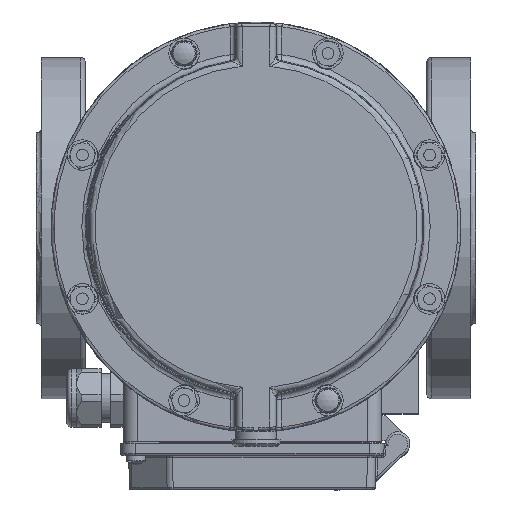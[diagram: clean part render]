
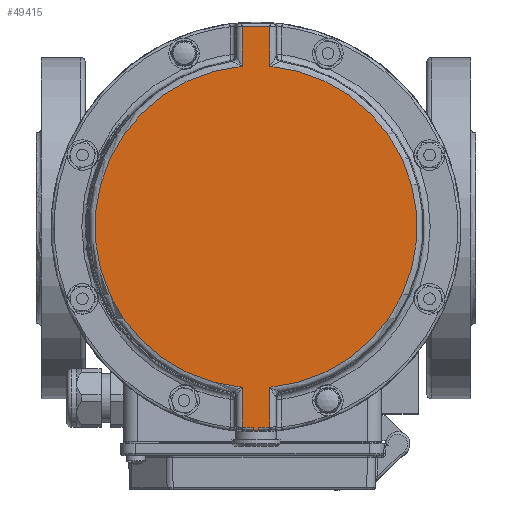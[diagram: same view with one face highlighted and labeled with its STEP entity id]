
A CAD part, top view. The second image highlights one B-rep face of the part: STEP entity #49415.
In plain terms, the highlighted planar face has unit normal (0, 0, 1).
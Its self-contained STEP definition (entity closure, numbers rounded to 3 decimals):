
#3134=CIRCLE('',#54030,82.297);
#3144=CIRCLE('',#54041,82.297);
#3146=CIRCLE('',#54044,83.497);
#3148=CIRCLE('',#54047,82.297);
#3159=CIRCLE('',#54074,66.02);
#3160=CIRCLE('',#54075,0.3);
#3161=CIRCLE('',#54076,0.3);
#3162=CIRCLE('',#54077,66.02);
#4962=PLANE('',#54073);
#8783=FACE_OUTER_BOUND('',#12042,.T.);
#12042=EDGE_LOOP('',(#44379,#44380,#44381,#44382,#44383,#44384,#44385,#44386,
#44387,#44388,#44389,#44390,#44391,#44392));
#15271=LINE('',#108827,#18242);
#15272=LINE('',#108852,#18243);
#15273=LINE('',#108855,#18244);
#15274=LINE('',#108857,#18245);
#15275=LINE('',#108861,#18246);
#15276=LINE('',#108863,#18247);
#18242=VECTOR('',#66204,16.326);
#18243=VECTOR('',#66207,16.326);
#18244=VECTOR('',#66210,16.326);
#18245=VECTOR('',#66211,0.903);
#18246=VECTOR('',#66216,0.903);
#18247=VECTOR('',#66217,16.326);
#23753=VERTEX_POINT('',#107359);
#23755=VERTEX_POINT('',#107401);
#23769=VERTEX_POINT('',#107796);
#23772=VERTEX_POINT('',#107839);
#23775=VERTEX_POINT('',#107870);
#23776=VERTEX_POINT('',#107873);
#23778=VERTEX_POINT('',#107912);
#23779=VERTEX_POINT('',#107914);
#23829=VERTEX_POINT('',#108826);
#23830=VERTEX_POINT('',#108851);
#23831=VERTEX_POINT('',#108853);
#23832=VERTEX_POINT('',#108856);
#23833=VERTEX_POINT('',#108859);
#23834=VERTEX_POINT('',#108862);
#30724=EDGE_CURVE('',#23755,#23753,#3134,.T.);
#30747=EDGE_CURVE('',#23772,#23769,#3144,.T.);
#30751=EDGE_CURVE('',#23775,#23776,#3146,.T.);
#30754=EDGE_CURVE('',#23779,#23778,#3148,.T.);
#30831=EDGE_CURVE('',#23753,#23829,#15271,.T.);
#30833=EDGE_CURVE('',#23830,#23755,#15272,.T.);
#30834=EDGE_CURVE('',#23829,#23831,#3159,.T.);
#30835=EDGE_CURVE('',#23831,#23779,#15273,.T.);
#30836=EDGE_CURVE('',#23778,#23832,#15274,.T.);
#30837=EDGE_CURVE('',#23832,#23775,#3160,.T.);
#30838=EDGE_CURVE('',#23776,#23833,#3161,.T.);
#30839=EDGE_CURVE('',#23833,#23772,#15275,.T.);
#30840=EDGE_CURVE('',#23769,#23834,#15276,.T.);
#30841=EDGE_CURVE('',#23834,#23830,#3162,.T.);
#44379=ORIENTED_EDGE('',*,*,#30833,.T.);
#44380=ORIENTED_EDGE('',*,*,#30724,.T.);
#44381=ORIENTED_EDGE('',*,*,#30831,.T.);
#44382=ORIENTED_EDGE('',*,*,#30834,.T.);
#44383=ORIENTED_EDGE('',*,*,#30835,.T.);
#44384=ORIENTED_EDGE('',*,*,#30754,.T.);
#44385=ORIENTED_EDGE('',*,*,#30836,.T.);
#44386=ORIENTED_EDGE('',*,*,#30837,.T.);
#44387=ORIENTED_EDGE('',*,*,#30751,.T.);
#44388=ORIENTED_EDGE('',*,*,#30838,.T.);
#44389=ORIENTED_EDGE('',*,*,#30839,.T.);
#44390=ORIENTED_EDGE('',*,*,#30747,.T.);
#44391=ORIENTED_EDGE('',*,*,#30840,.T.);
#44392=ORIENTED_EDGE('',*,*,#30841,.T.);
#49415=ADVANCED_FACE('',(#8783),#4962,.F.);
#54030=AXIS2_PLACEMENT_3D('',#107405,#66076,#66077);
#54041=AXIS2_PLACEMENT_3D('',#107867,#66098,#66099);
#54044=AXIS2_PLACEMENT_3D('',#107875,#66106,#66107);
#54047=AXIS2_PLACEMENT_3D('',#107915,#66112,#66113);
#54073=AXIS2_PLACEMENT_3D('',#108850,#66205,#66206);
#54074=AXIS2_PLACEMENT_3D('',#108854,#66208,#66209);
#54075=AXIS2_PLACEMENT_3D('',#108858,#66212,#66213);
#54076=AXIS2_PLACEMENT_3D('',#108860,#66214,#66215);
#54077=AXIS2_PLACEMENT_3D('',#108864,#66218,#66219);
#66076=DIRECTION('center_axis',(0.,0.,
1.));
#66077=DIRECTION('ref_axis',(1.,0.,0.));
#66098=DIRECTION('center_axis',(0.,0.,
1.));
#66099=DIRECTION('ref_axis',(1.,0.,0.));
#66106=DIRECTION('center_axis',(0.,0.,
1.));
#66107=DIRECTION('ref_axis',(-1.,0.,0.));
#66112=DIRECTION('center_axis',(0.,0.,
1.));
#66113=DIRECTION('ref_axis',(1.,0.,0.));
#66204=DIRECTION('',(0.,-1.,0.));
#66205=DIRECTION('center_axis',(0.,0.,
-1.));
#66206=DIRECTION('ref_axis',(1.,0.,0.));
#66207=DIRECTION('',(0.,1.,0.));
#66208=DIRECTION('center_axis',(0.,0.,
1.));
#66209=DIRECTION('ref_axis',(1.,0.,0.));
#66210=DIRECTION('',(0.,-1.,0.));
#66211=DIRECTION('',(0.,-1.,0.));
#66212=DIRECTION('center_axis',(0.,0.,
1.));
#66213=DIRECTION('ref_axis',(-1.,0.,0.));
#66214=DIRECTION('center_axis',(0.,0.,
1.));
#66215=DIRECTION('ref_axis',(1.,0.,0.));
#66216=DIRECTION('',(0.,1.,0.));
#66217=DIRECTION('',(0.,1.,0.));
#66218=DIRECTION('center_axis',(0.,0.,
1.));
#66219=DIRECTION('ref_axis',(1.,0.,0.));
#107359=CARTESIAN_POINT('',(-5.7,82.1,220.7));
#107401=CARTESIAN_POINT('',(5.7,82.1,220.7));
#107405=CARTESIAN_POINT('Origin',(0.,0.,
220.7));
#107796=CARTESIAN_POINT('',(5.7,-82.1,220.7));
#107839=CARTESIAN_POINT('',(1.,-82.291,220.7));
#107867=CARTESIAN_POINT('Origin',(0.,0.,
220.7));
#107870=CARTESIAN_POINT('',(-0.703,-83.494,220.7));
#107873=CARTESIAN_POINT('',(0.703,-83.494,220.7));
#107875=CARTESIAN_POINT('Origin',(0.,0.,
220.7));
#107912=CARTESIAN_POINT('',(-1.,-82.291,220.7));
#107914=CARTESIAN_POINT('',(-5.7,-82.1,220.7));
#107915=CARTESIAN_POINT('Origin',(0.,0.,
220.7));
#108826=CARTESIAN_POINT('',(-5.7,65.773,220.7));
#108827=CARTESIAN_POINT('',(-5.7,0.,220.7));
#108850=CARTESIAN_POINT('Origin',(69.,0.,
220.7));
#108851=CARTESIAN_POINT('',(5.7,65.773,220.7));
#108852=CARTESIAN_POINT('',(5.7,0.,220.7));
#108853=CARTESIAN_POINT('',(-5.7,-65.773,220.7));
#108854=CARTESIAN_POINT('Origin',(0.,0.,
220.7));
#108855=CARTESIAN_POINT('',(-5.7,0.,220.7));
#108856=CARTESIAN_POINT('',(-1.,-83.194,220.7));
#108857=CARTESIAN_POINT('',(-1.,-82.291,220.7));
#108858=CARTESIAN_POINT('Origin',(-0.7,-83.194,
220.7));
#108859=CARTESIAN_POINT('',(1.,-83.194,220.7));
#108860=CARTESIAN_POINT('Origin',(0.7,-83.194,220.7));
#108861=CARTESIAN_POINT('',(1.,-82.291,220.7));
#108862=CARTESIAN_POINT('',(5.7,-65.773,220.7));
#108863=CARTESIAN_POINT('',(5.7,0.,220.7));
#108864=CARTESIAN_POINT('Origin',(0.,0.,
220.7));
